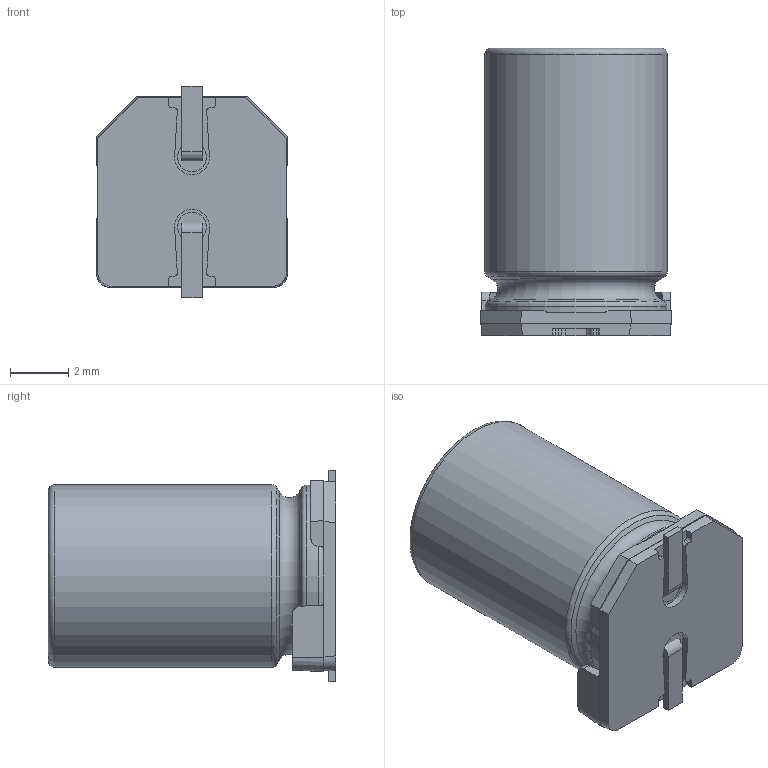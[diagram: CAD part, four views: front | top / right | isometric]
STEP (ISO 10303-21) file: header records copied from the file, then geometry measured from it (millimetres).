
FILE_DESCRIPTION (( 'STEP AP214' ), '1' );
FILE_NAME ('C10.STEP', '2019-07-09T23:55:40', ( '全社標準PC（ver1803）' ), ( 'パナソニック株式会社' ), 'SwSTEP 2.0', 'SolidWorks 2019', '' );
FILE_SCHEMA (( 'AUTOMOTIVE_DESIGN' ));
Length unit declared in the file: millimetre
Products named in the file (1): C10
Bounding box: 6.6 x 9.9 x 7.3 mm (x, y, z)
Surface area: 351.3 mm2 (no closed solid volume)
Topology: 0 solids, 6 shells, 101 faces, 292 edges, 198 vertices
Faces by surface type: plane 58, cylinder 32, cone 6, torus 5
Full cylindrical faces by diameter (mm): 6.25 x1, 6.3 x1
Entity records: 4491 total; most frequent: CARTESIAN_POINT 797, ORIENTED_EDGE 537, DIRECTION 501, EDGE_CURVE 282, VERTEX_POINT 197, VECTOR 183, LINE 183, AXIS2_PLACEMENT_3D 159
